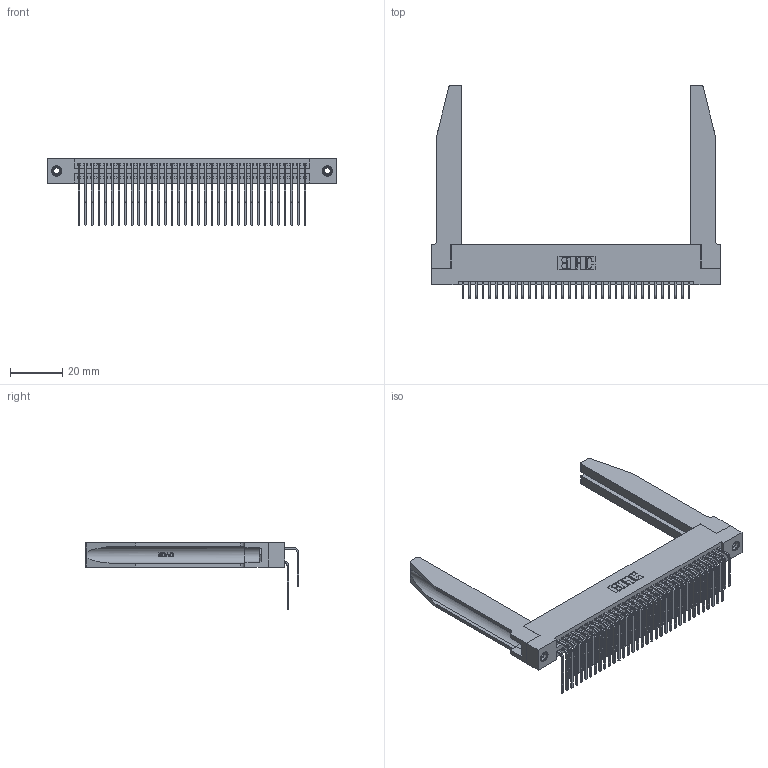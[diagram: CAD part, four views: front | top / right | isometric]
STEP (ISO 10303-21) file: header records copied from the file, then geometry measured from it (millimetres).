
FILE_DESCRIPTION (( 'STEP AP203' ), '1' );
FILE_NAME ('395-070-559-278.STEP', '2019-10-24T11:15:52', ( '' ), ( '' ), 'SwSTEP 2.0', 'SolidWorks 2016', '' );
FILE_SCHEMA (( 'CONFIG_CONTROL_DESIGN' ));
Length unit declared in the file: inch
Products named in the file (6): 345 Part_Flush Mounting Lugs - 0.156 Dia-TH; 345-292-001_558 559 Tail - 1; 345-292-001_559 Tail - 2; 345-250-001_345-250-001-102; 345-220-078_345-220-078; 395-070-559-278
Assembly tree (75 placements, depth 2):
  395-070-559-278
    345 Part_Flush Mounting Lugs - 0.156 Dia-TH
    345-292-001_558 559 Tail - 1  x35
    345-292-001_559 Tail - 2  x35
    345-250-001_345-250-001-102  x2
    345-220-078_345-220-078  x2
Bounding box: 110.13 x 81.52 x 25.53 mm (x, y, z)
Volume: 18807.8 mm3; surface area: 24916.9 mm2
Topology: 75 solids, 75 shells, 4000 faces, 11799 edges, 7762 vertices
Faces by surface type: plane 2672, cylinder 1276, bspline 36, cone 12, torus 4
Entity records: 34796 total; most frequent: CARTESIAN_POINT 6802, ORIENTED_EDGE 5582, DIRECTION 4973, EDGE_CURVE 2791, LINE 2385, VECTOR 2385, VERTEX_POINT 1852, AXIS2_PLACEMENT_3D 1294
